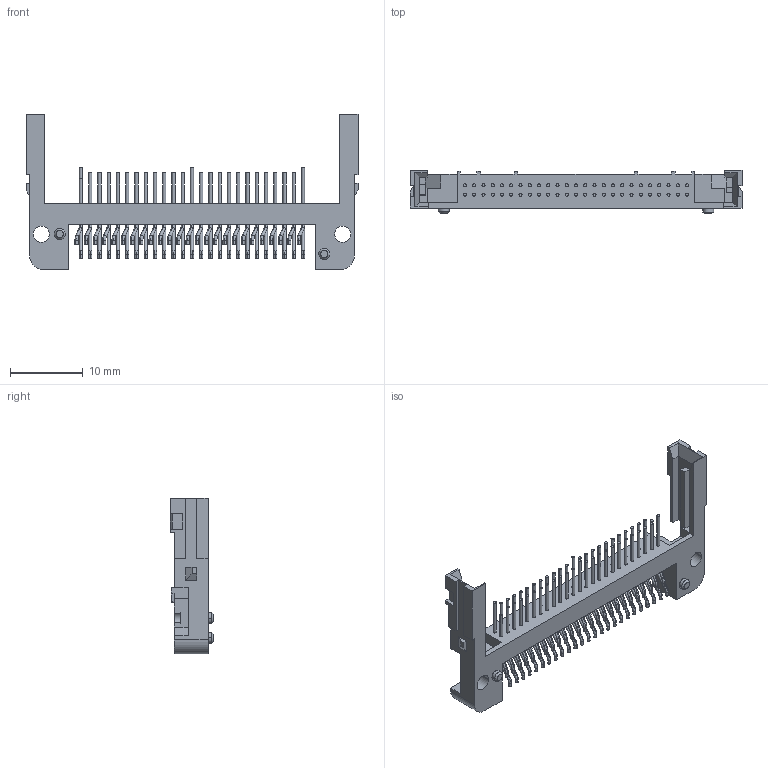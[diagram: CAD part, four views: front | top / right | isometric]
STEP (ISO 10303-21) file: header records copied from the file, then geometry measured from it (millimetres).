
FILE_DESCRIPTION((''),'2;1');
FILE_NAME('C-5788667-1','2019-05-30T02:32:58',('workeradm'),('TE Connectivity Ltd.'),'CREO PARAMETRIC BY PTC INC, 2018190','CREO PARAMETRIC BY PTC INC, 2018190','');
FILE_SCHEMA(('AUTOMOTIVE_DESIGN { 1 0 10303 214 1 1 1 1 }'));
Length unit declared in the file: millimetre
Products named in the file (1): C-5788667-1
Bounding box: 45.57 x 5.97 x 21.36 mm (x, y, z)
Volume: 984.1 mm3; surface area: 2054.8 mm2
Topology: 1 solids, 1 shells, 747 faces, 1602 edges, 962 vertices
Faces by surface type: cylinder 325, plane 218, torus 200, cone 4
Entity records: 20362 total; most frequent: DIRECTION 4026, CARTESIAN_POINT 3369, ORIENTED_EDGE 3204, AXIS2_PLACEMENT_3D 1685, EDGE_CURVE 1602, VERTEX_POINT 962, CIRCLE 938, EDGE_LOOP 856
